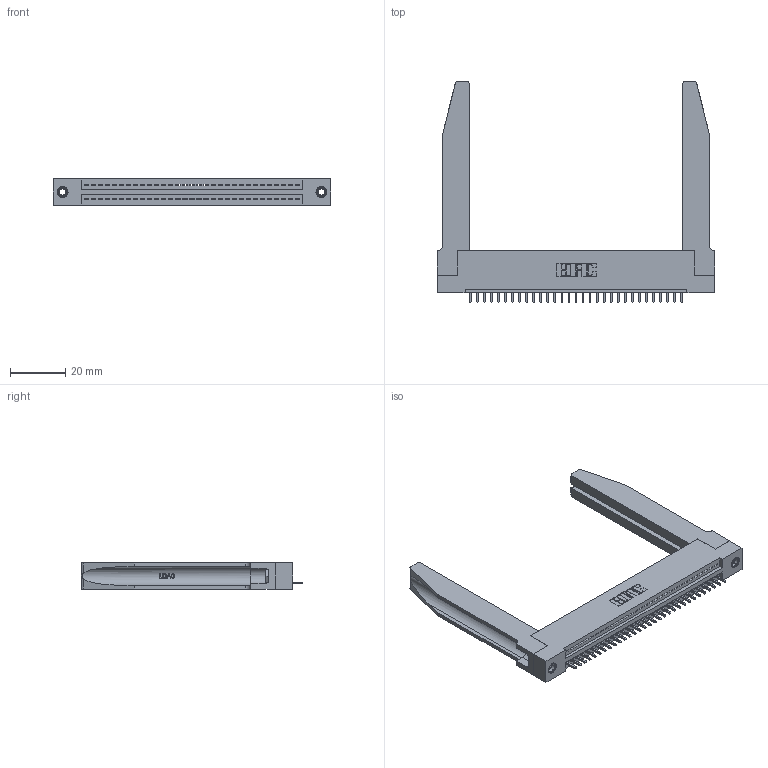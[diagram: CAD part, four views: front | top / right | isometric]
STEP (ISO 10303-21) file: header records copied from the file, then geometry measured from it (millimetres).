
FILE_DESCRIPTION (( 'STEP AP203' ), '1' );
FILE_NAME ('345-031-521-178.STEP', '2019-10-07T11:23:58', ( '' ), ( '' ), 'SwSTEP 2.0', 'SolidWorks 2016', '' );
FILE_SCHEMA (( 'CONFIG_CONTROL_DESIGN' ));
Length unit declared in the file: inch
Products named in the file (5): 345 Part_Flush Mounting Lugs - 0.156 Dia-TH; 345-250-001_345-250-001-102; 345-292-001_345-293-121; 345-031-521-178; 345-220-078_345-220-078
Assembly tree (36 placements, depth 2):
  345-031-521-178
    345 Part_Flush Mounting Lugs - 0.156 Dia-TH
    345-292-001_345-293-121  x31
    345-250-001_345-250-001-102  x2
    345-220-078_345-220-078  x2
Bounding box: 99.97 x 79.68 x 9.4 mm (x, y, z)
Volume: 17087.9 mm3; surface area: 18733.1 mm2
Topology: 36 solids, 36 shells, 2158 faces, 6405 edges, 4218 vertices
Faces by surface type: plane 1462, cylinder 644, bspline 36, cone 12, torus 4
Entity records: 29570 total; most frequent: CARTESIAN_POINT 6020, ORIENTED_EDGE 4882, DIRECTION 4281, EDGE_CURVE 2441, VECTOR 2091, LINE 2091, VERTEX_POINT 1620, AXIS2_PLACEMENT_3D 1095
